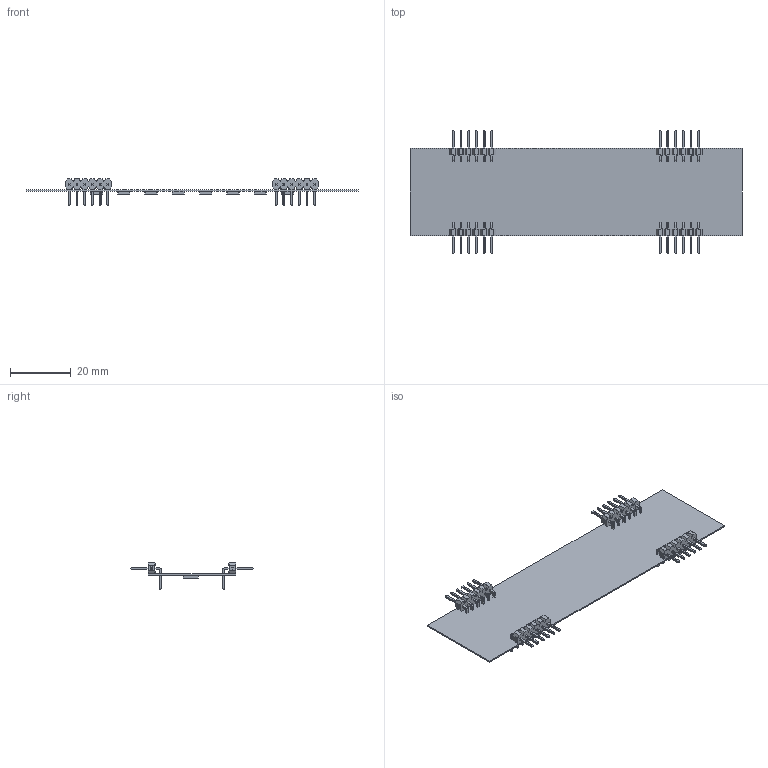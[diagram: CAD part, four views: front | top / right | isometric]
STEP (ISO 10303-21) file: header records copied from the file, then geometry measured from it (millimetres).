
FILE_DESCRIPTION(('Open CASCADE Model'),'2;1');
FILE_NAME('Open CASCADE Shape Model','2024-02-29T14:29:20',('Author'),( 'Open CASCADE'),'Open CASCADE STEP processor 7.5','Open CASCADE 7.5' ,'Unknown');
FILE_SCHEMA(('AUTOMOTIVE_DESIGN { 1 0 10303 214 1 1 1 1 }'));
Length unit declared in the file: millimetre
Products named in the file (26): PCB; Board; Open CASCADE STEP translator 7.5 2.1.1; J4; Conn_Sullins_PEC06SBBN_eec; PEC06SBBN; 1; 2; Pin1_Triangle; Sullins Logo; J3; J2; J1; D8; Diode_Vishay_VEMD5510C_eec; 3; Vishay logo; D7; D6; D5; D4; D3; D2; D1
Assembly tree (35 placements, depth 5):
  PCB
    Board
      Open CASCADE STEP translator 7.5 2.1.1
    J4
      Conn_Sullins_PEC06SBBN_eec
        PEC06SBBN
          1
          2
          Pin1_Triangle
          Sullins Logo
    J3
      Conn_Sullins_PEC06SBBN_eec
        PEC06SBBN
          1
          2
          Pin1_Triangle
          Sullins Logo
    J2
      Conn_Sullins_PEC06SBBN_eec
        PEC06SBBN
          1
          2
          Pin1_Triangle
          Sullins Logo
    J1
      Conn_Sullins_PEC06SBBN_eec
        PEC06SBBN
          1
          2
          Pin1_Triangle
          Sullins Logo
    D8
      Diode_Vishay_VEMD5510C_eec
        1
        2
        3
        Vishay logo
    D7
      Diode_Vishay_VEMD5510C_eec
        1
        2
        3
        Vishay logo
    D6
      Diode_Vishay_VEMD5510C_eec
        1
        2
        3
        Vishay logo
    D5
      Diode_Vishay_VEMD5510C_eec
        1
        2
        3
        Vishay logo
    D4
      Diode_Vishay_VEMD5510C_eec
        1
        2
        3
Bounding box: 109.48 x 40.68 x 8.77 mm (x, y, z)
Volume: 2059.1 mm3; surface area: 9034.8 mm2
Topology: 189 solids, 189 shells, 4908 faces, 11070 edges, 6548 vertices
Faces by surface type: plane 2456, cylinder 1492, sphere 608, torus 192, bspline 128, cone 32
Full cylindrical faces by diameter (mm): 0.508 x24
Entity records: 28013 total; most frequent: DIRECTION 5017, CARTESIAN_POINT 4721, ORIENTED_EDGE 4394, EDGE_CURVE 2197, AXIS2_PLACEMENT_3D 1829, LINE 1359, VECTOR 1359, VERTEX_POINT 1266
